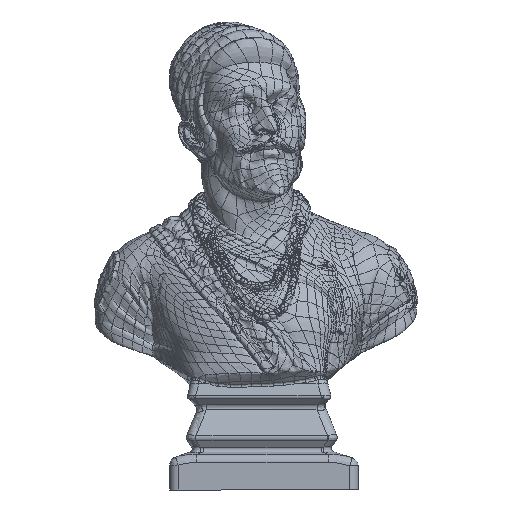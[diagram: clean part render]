
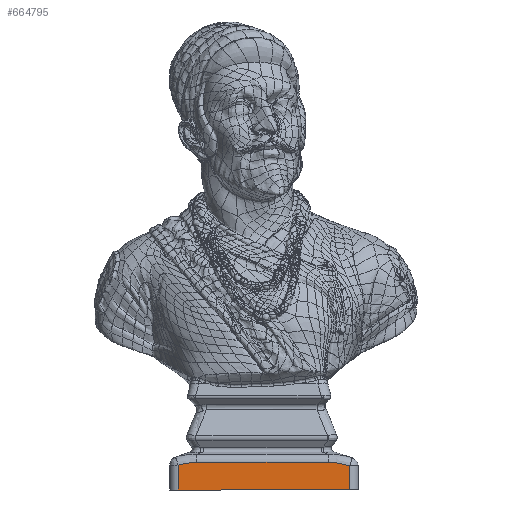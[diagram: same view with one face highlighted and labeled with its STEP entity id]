
A CAD part, front view. The second image highlights one B-rep face of the part: STEP entity #664795.
In plain terms, the highlighted free-form (B-spline) face has degree [1, 1] with [2, 2] control points.
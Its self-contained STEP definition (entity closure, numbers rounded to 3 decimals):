
#664712 = VERTEX_POINT('',#664713);
#664713 = CARTESIAN_POINT('',(70.912,-58.019,
    0.));
#664719 = EDGE_CURVE('',#664712,#664720,#664722,.T.);
#664720 = VERTEX_POINT('',#664721);
#664721 = CARTESIAN_POINT('',(-60.598,-58.019,
    0.));
#664722 = B_SPLINE_CURVE_WITH_KNOTS('',1,(#664723,#664724),
  .UNSPECIFIED.,.F.,.F.,(2,2),(5.,107.),.PIECEWISE_BEZIER_KNOTS.);
#664723 = CARTESIAN_POINT('',(70.912,-58.019,
    0.));
#664724 = CARTESIAN_POINT('',(-60.598,-58.019,
    0.));
#664795 = ADVANCED_FACE('',(#664796),#664834,.F.);
#664796 = FACE_BOUND('',#664797,.T.);
#664797 = EDGE_LOOP('',(#664798,#664807,#664815,#664820,#664821,#664828)
  );
#664798 = ORIENTED_EDGE('',*,*,#664799,.T.);
#664799 = EDGE_CURVE('',#664800,#664802,#664804,.T.);
#664800 = VERTEX_POINT('',#664801);
#664801 = CARTESIAN_POINT('',(54.603,-58.019,
    21.14));
#664802 = VERTEX_POINT('',#664803);
#664803 = CARTESIAN_POINT('',(-46.328,-58.019,
    21.14));
#664804 = B_SPLINE_CURVE_WITH_KNOTS('',1,(#664805,#664806),
  .UNSPECIFIED.,.F.,.F.,(2,2),(-81.702,-3.419),
  .PIECEWISE_BEZIER_KNOTS.);
#664805 = CARTESIAN_POINT('',(54.603,-58.019,
    21.14));
#664806 = CARTESIAN_POINT('',(-46.328,-58.019,
    21.14));
#664807 = ORIENTED_EDGE('',*,*,#664808,.T.);
#664808 = EDGE_CURVE('',#664802,#664809,#664811,.T.);
#664809 = VERTEX_POINT('',#664810);
#664810 = CARTESIAN_POINT('',(-60.598,-58.019,
    19.057));
#664811 = ( BOUNDED_CURVE() B_SPLINE_CURVE(2,(#664812,#664813,#664814),
.UNSPECIFIED.,.F.,.F.) B_SPLINE_CURVE_WITH_KNOTS((3,3),(1.12,
1.514),.PIECEWISE_BEZIER_KNOTS.) CURVE() 
GEOMETRIC_REPRESENTATION_ITEM() RATIONAL_B_SPLINE_CURVE((1.,
0.981,1.)) REPRESENTATION_ITEM('') );
#664812 = CARTESIAN_POINT('',(-46.328,-58.019,
    21.14));
#664813 = CARTESIAN_POINT('',(-53.422,-58.019,
    21.14));
#664814 = CARTESIAN_POINT('',(-60.598,-58.019,
    19.057));
#664815 = ORIENTED_EDGE('',*,*,#664816,.T.);
#664816 = EDGE_CURVE('',#664809,#664720,#664817,.T.);
#664817 = B_SPLINE_CURVE_WITH_KNOTS('',1,(#664818,#664819),
  .UNSPECIFIED.,.F.,.F.,(2,2),(-14.781,0.),
  .PIECEWISE_BEZIER_KNOTS.);
#664818 = CARTESIAN_POINT('',(-60.598,-58.019,
    19.057));
#664819 = CARTESIAN_POINT('',(-60.598,-58.019,
    0.));
#664820 = ORIENTED_EDGE('',*,*,#664719,.F.);
#664821 = ORIENTED_EDGE('',*,*,#664822,.T.);
#664822 = EDGE_CURVE('',#664712,#664823,#664825,.T.);
#664823 = VERTEX_POINT('',#664824);
#664824 = CARTESIAN_POINT('',(70.912,-58.019,
    18.422));
#664825 = B_SPLINE_CURVE_WITH_KNOTS('',1,(#664826,#664827),
  .UNSPECIFIED.,.F.,.F.,(2,2),(-17.864,-3.576),
  .PIECEWISE_BEZIER_KNOTS.);
#664826 = CARTESIAN_POINT('',(70.912,-58.019,
    0.));
#664827 = CARTESIAN_POINT('',(70.912,-58.019,
    18.422));
#664828 = ORIENTED_EDGE('',*,*,#664829,.T.);
#664829 = EDGE_CURVE('',#664823,#664800,#664830,.T.);
#664830 = ( BOUNDED_CURVE() B_SPLINE_CURVE(2,(#664831,#664832,#664833),
.UNSPECIFIED.,.F.,.F.) B_SPLINE_CURVE_WITH_KNOTS((3,3),(4.712,
5.163),.PIECEWISE_BEZIER_KNOTS.) CURVE() 
GEOMETRIC_REPRESENTATION_ITEM() RATIONAL_B_SPLINE_CURVE((1.,
0.975,1.)) REPRESENTATION_ITEM('') );
#664831 = CARTESIAN_POINT('',(70.912,-58.019,
    18.422));
#664832 = CARTESIAN_POINT('',(62.758,-58.019,
    21.14));
#664833 = CARTESIAN_POINT('',(54.603,-58.019,
    21.14));
#664834 = B_SPLINE_SURFACE_WITH_KNOTS('',1,1,(
    (#664835,#664836)
    ,(#664837,#664838
    )),.UNSPECIFIED.,.F.,.F.,.F.,(2,2),(2,2),(-25.,-8.604),(
    -107.,-5.),.PIECEWISE_BEZIER_KNOTS.);
#664835 = CARTESIAN_POINT('',(-60.598,-58.019,
    0.));
#664836 = CARTESIAN_POINT('',(70.912,-58.019,
    0.));
#664837 = CARTESIAN_POINT('',(-60.598,-58.019,
    21.14));
#664838 = CARTESIAN_POINT('',(70.912,-58.019,
    21.14));
